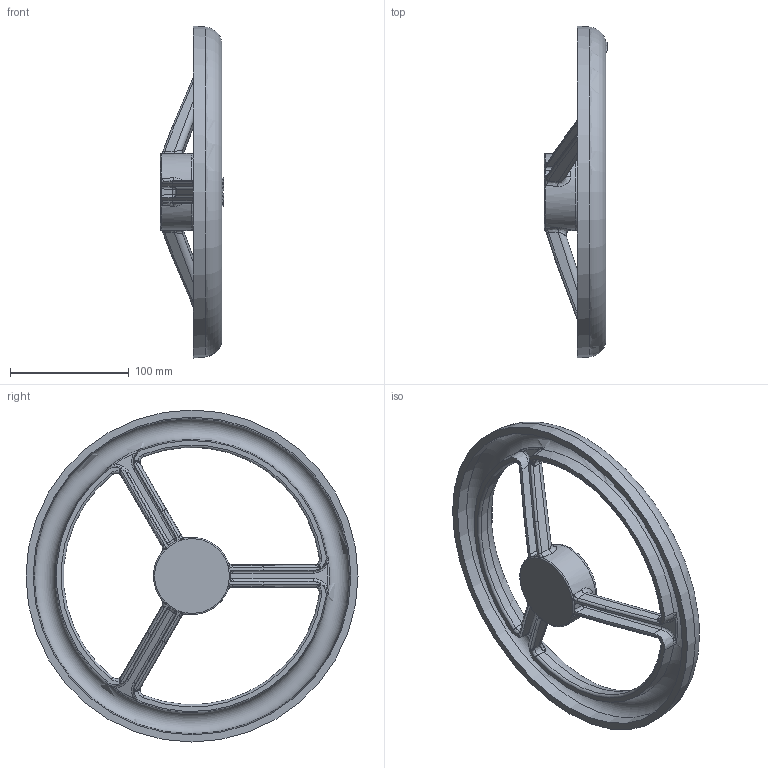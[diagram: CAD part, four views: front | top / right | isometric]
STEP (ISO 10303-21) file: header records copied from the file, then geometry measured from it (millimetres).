
FILE_DESCRIPTION (( 'STEP AP203' ), '1' );
FILE_NAME ('O_08_A_DN100-100_AA0_step.step', '2016-09-08T10:50:04', ( 'Windows User' ), ( 'AVK' ), 'SwSTEP 2.0', 'SolidWorks 2012', '' );
FILE_SCHEMA (( 'CONFIG_CONTROL_DESIGN' ));
Length unit declared in the file: millimetre
Products named in the file (1): O_08_A_DN100-100_AA0_step
Bounding box: 53.5 x 280 x 280 mm (x, y, z)
Volume: 394819.1 mm3; surface area: 125396.9 mm2
Topology: 1 solids, 1 shells, 322 faces, 791 edges, 448 vertices
Faces by surface type: bspline 158, plane 79, cylinder 43, cone 20, torus 16, sphere 6
Full cylindrical faces by diameter (mm): 13 x1, 16 x1, 65 x1
Entity records: 14812 total; most frequent: CARTESIAN_POINT 8853, ORIENTED_EDGE 1506, DIRECTION 849, EDGE_CURVE 753, VERTEX_POINT 443, AXIS2_PLACEMENT_3D 361, B_SPLINE_CURVE_WITH_KNOTS 357, EDGE_LOOP 336
